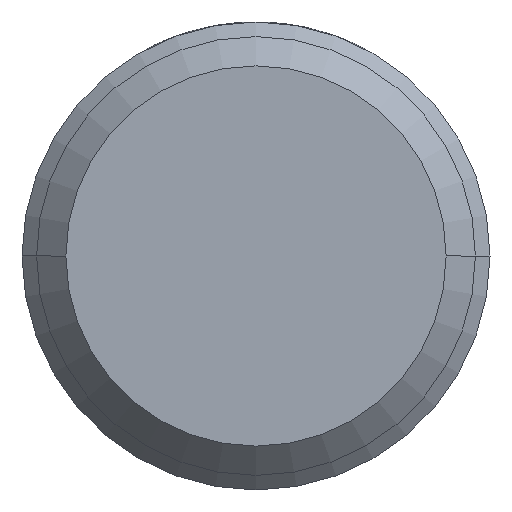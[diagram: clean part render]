
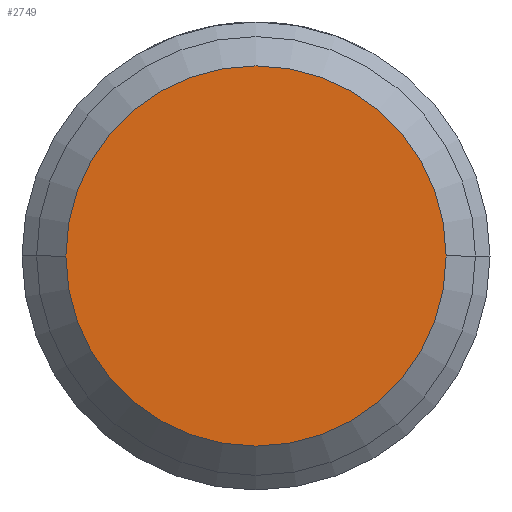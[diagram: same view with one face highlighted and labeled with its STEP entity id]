
A CAD part, front view. The second image highlights one B-rep face of the part: STEP entity #2749.
In plain terms, the highlighted planar face has unit normal (0, -1, 0).
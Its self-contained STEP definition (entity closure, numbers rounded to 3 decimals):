
#6 = AXIS2_PLACEMENT_3D ( 'NONE', #886, #1133, #2983 ) ;
#350 = ORIENTED_EDGE ( 'NONE', *, *, #2197, .T. ) ;
#709 = CARTESIAN_POINT ( 'NONE',  ( 1.3, 0., 0. ) ) ;
#886 = CARTESIAN_POINT ( 'NONE',  ( 0., 0., 0. ) ) ;
#888 = FACE_OUTER_BOUND ( 'NONE', #2824, .T. ) ;
#902 = EDGE_CURVE ( 'Defeature ausgef�hrt2_2+Defeature ausgef�hrt2_1+Defeature ausgef�hrt2_1+Defeature ausgef�hrt2_1', #2129, #2941, #2449, .T. ) ;
#1117 = DIRECTION ( 'NONE',  ( 1., 0., 0. ) ) ;
#1133 = DIRECTION ( 'NONE',  ( 0., -1., 0. ) ) ;
#1138 = PLANE ( 'NONE',  #1167 ) ;
#1167 = AXIS2_PLACEMENT_3D ( 'NONE', #2968, #1599, #1117 ) ;
#1485 = CARTESIAN_POINT ( 'NONE',  ( 0., 0., 0. ) ) ;
#1599 = DIRECTION ( 'NONE',  ( 0., -1., 0. ) ) ;
#1928 = DIRECTION ( 'NONE',  ( 1., 0., 0. ) ) ;
#2032 = ORIENTED_EDGE ( 'NONE', *, *, #902, .T. ) ;
#2129 = VERTEX_POINT ( 'NONE', #2832 ) ;
#2197 = EDGE_CURVE ( 'Defeature ausgef�hrt2_2+Defeature ausgef�hrt2_1+Defeature ausgef�hrt2_1+Defeature ausgef�hrt2_1', #2941, #2129, #2656, .T. ) ;
#2446 = DIRECTION ( 'NONE',  ( 0., -1., 0. ) ) ;
#2449 = CIRCLE ( 'NONE', #6, 1.3 ) ;
#2656 = CIRCLE ( 'NONE', #2688, 1.3 ) ;
#2688 = AXIS2_PLACEMENT_3D ( 'NONE', #1485, #2446, #1928 ) ;
#2749 = ADVANCED_FACE ( 'Defeature ausgef�hrt2_2', ( #888 ), #1138, .T. ) ;
#2824 = EDGE_LOOP ( 'NONE', ( #2032, #350 ) ) ;
#2832 = CARTESIAN_POINT ( 'NONE',  ( -1.3, 0., 0. ) ) ;
#2941 = VERTEX_POINT ( 'NONE', #709 ) ;
#2968 = CARTESIAN_POINT ( 'NONE',  ( 0., 0., 0. ) ) ;
#2983 = DIRECTION ( 'NONE',  ( 1., 0., 0. ) ) ;
